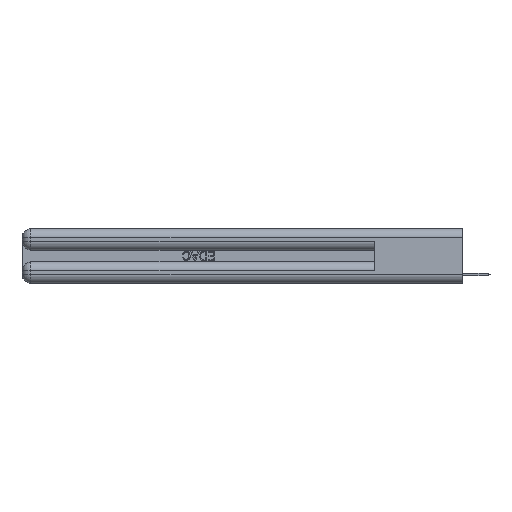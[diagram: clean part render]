
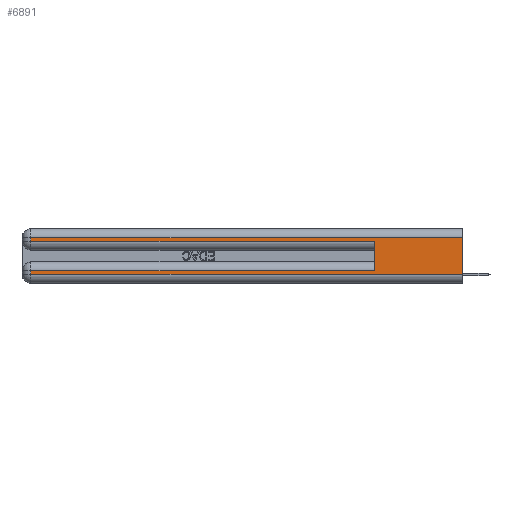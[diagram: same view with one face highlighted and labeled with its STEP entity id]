
A CAD part, left-side view. The second image highlights one B-rep face of the part: STEP entity #6891.
In plain terms, the highlighted planar face has unit normal (-1, 0, 0).
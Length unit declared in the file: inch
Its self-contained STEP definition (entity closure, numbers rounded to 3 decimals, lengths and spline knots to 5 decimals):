
#348 = VECTOR ( 'NONE', #18062, 39.37008 ) ;
#1098 = CARTESIAN_POINT ( 'NONE',  ( 0., 0., 0.06 ) ) ;
#1644 = LINE ( 'NONE', #4537, #16091 ) ;
#1651 = DIRECTION ( 'NONE',  ( 0., 1., 0. ) ) ;
#1736 = CARTESIAN_POINT ( 'NONE',  ( 0., 0., 0.37 ) ) ;
#2260 = DIRECTION ( 'NONE',  ( 0., 0., -1. ) ) ;
#2675 = PLANE ( 'NONE',  #21467 ) ;
#2819 = CARTESIAN_POINT ( 'NONE',  ( 0., 0., 0.31 ) ) ;
#3184 = DIRECTION ( 'NONE',  ( 0., 1., 0. ) ) ;
#3357 = ORIENTED_EDGE ( 'NONE', *, *, #11050, .T. ) ;
#4524 = CARTESIAN_POINT ( 'NONE',  ( 0., 2.94, 0.31 ) ) ;
#4537 = CARTESIAN_POINT ( 'NONE',  ( 0., 2.94, 0.37 ) ) ;
#5424 = ORIENTED_EDGE ( 'NONE', *, *, #12502, .T. ) ;
#5764 = LINE ( 'NONE', #24252, #9431 ) ;
#6055 = LINE ( 'NONE', #26987, #19556 ) ;
#6353 = EDGE_CURVE ( 'NONE', #15924, #18776, #13617, .T. ) ;
#6378 = CARTESIAN_POINT ( 'NONE',  ( 0., 0., 0.085 ) ) ;
#6503 = LINE ( 'NONE', #12828, #10786 ) ;
#6511 = ORIENTED_EDGE ( 'NONE', *, *, #8451, .F. ) ;
#6891 = ADVANCED_FACE ( 'NONE', ( #21586 ), #2675, .F. ) ;
#8451 = EDGE_CURVE ( 'NONE', #20442, #28184, #11415, .T. ) ;
#9431 = VECTOR ( 'NONE', #3184, 39.37008 ) ;
#9716 = VECTOR ( 'NONE', #1651, 39.37008 ) ;
#10528 = EDGE_CURVE ( 'NONE', #23243, #28184, #22145, .T. ) ;
#10786 = VECTOR ( 'NONE', #15597, 39.37008 ) ;
#11050 = EDGE_CURVE ( 'NONE', #20442, #15924, #5764, .T. ) ;
#11415 = LINE ( 'NONE', #1736, #26681 ) ;
#11996 = CARTESIAN_POINT ( 'NONE',  ( 0., 2.94, 0.06 ) ) ;
#12051 = EDGE_LOOP ( 'NONE', ( #6511, #3357, #28091, #20280, #27692, #22778, #5424, #23017 ) ) ;
#12502 = EDGE_CURVE ( 'NONE', #26501, #23243, #1644, .T. ) ;
#12647 = CARTESIAN_POINT ( 'NONE',  ( 0., 2.94, 0.285 ) ) ;
#12828 = CARTESIAN_POINT ( 'NONE',  ( 0., 0.6, 0.145 ) ) ;
#13617 = LINE ( 'NONE', #23022, #348 ) ;
#15597 = DIRECTION ( 'NONE',  ( 0., 0., 1. ) ) ;
#15924 = VERTEX_POINT ( 'NONE', #4524 ) ;
#16091 = VECTOR ( 'NONE', #2260, 39.37008 ) ;
#16508 = DIRECTION ( 'NONE',  ( 0., 0., -1. ) ) ;
#17598 = DIRECTION ( 'NONE',  ( 0., -1., 0. ) ) ;
#18062 = DIRECTION ( 'NONE',  ( 0., 0., -1. ) ) ;
#18776 = VERTEX_POINT ( 'NONE', #12647 ) ;
#18858 = CARTESIAN_POINT ( 'NONE',  ( 0., 0., 0.06 ) ) ;
#19082 = CARTESIAN_POINT ( 'NONE',  ( 0., 0., 0.37 ) ) ;
#19556 = VECTOR ( 'NONE', #17598, 39.37008 ) ;
#19702 = VERTEX_POINT ( 'NONE', #23990 ) ;
#20280 = ORIENTED_EDGE ( 'NONE', *, *, #25433, .T. ) ;
#20442 = VERTEX_POINT ( 'NONE', #2819 ) ;
#20802 = DIRECTION ( 'NONE',  ( 0., 0., -1. ) ) ;
#21467 = AXIS2_PLACEMENT_3D ( 'NONE', #19082, #28186, #16508 ) ;
#21586 = FACE_OUTER_BOUND ( 'NONE', #12051, .T. ) ;
#21809 = EDGE_CURVE ( 'NONE', #23537, #19702, #6503, .T. ) ;
#22145 = LINE ( 'NONE', #1098, #22229 ) ;
#22165 = EDGE_CURVE ( 'NONE', #23537, #26501, #27309, .T. ) ;
#22229 = VECTOR ( 'NONE', #27184, 39.37008 ) ;
#22778 = ORIENTED_EDGE ( 'NONE', *, *, #22165, .T. ) ;
#23017 = ORIENTED_EDGE ( 'NONE', *, *, #10528, .T. ) ;
#23022 = CARTESIAN_POINT ( 'NONE',  ( 0., 2.94, 0.37 ) ) ;
#23243 = VERTEX_POINT ( 'NONE', #11996 ) ;
#23537 = VERTEX_POINT ( 'NONE', #27348 ) ;
#23990 = CARTESIAN_POINT ( 'NONE',  ( 0., 0.6, 0.285 ) ) ;
#24252 = CARTESIAN_POINT ( 'NONE',  ( 0., 0., 0.31 ) ) ;
#24472 = CARTESIAN_POINT ( 'NONE',  ( 0., 2.94, 0.085 ) ) ;
#25433 = EDGE_CURVE ( 'NONE', #18776, #19702, #6055, .T. ) ;
#26501 = VERTEX_POINT ( 'NONE', #24472 ) ;
#26681 = VECTOR ( 'NONE', #20802, 39.37008 ) ;
#26987 = CARTESIAN_POINT ( 'NONE',  ( 0., 0., 0.285 ) ) ;
#27184 = DIRECTION ( 'NONE',  ( 0., -1., 0. ) ) ;
#27309 = LINE ( 'NONE', #6378, #9716 ) ;
#27348 = CARTESIAN_POINT ( 'NONE',  ( 0., 0.6, 0.085 ) ) ;
#27692 = ORIENTED_EDGE ( 'NONE', *, *, #21809, .F. ) ;
#28091 = ORIENTED_EDGE ( 'NONE', *, *, #6353, .T. ) ;
#28184 = VERTEX_POINT ( 'NONE', #18858 ) ;
#28186 = DIRECTION ( 'NONE',  ( 1., 0., 0. ) ) ;
